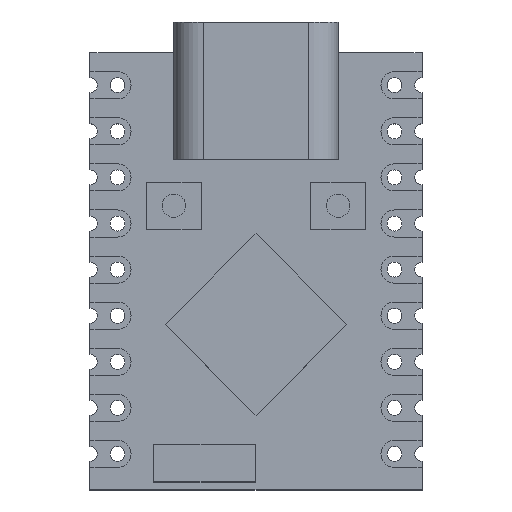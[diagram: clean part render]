
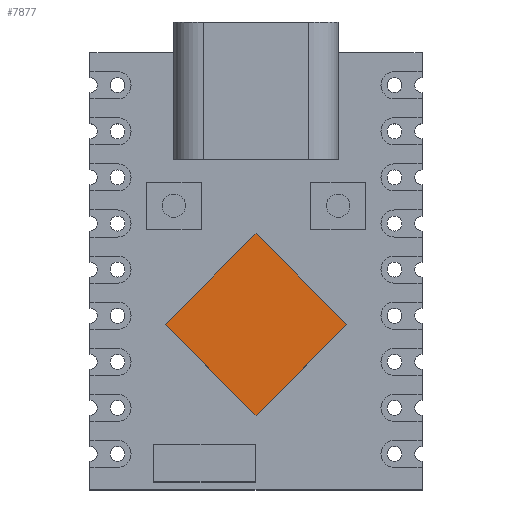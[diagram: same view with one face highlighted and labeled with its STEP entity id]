
A CAD part, top view. The second image highlights one B-rep face of the part: STEP entity #7877.
In plain terms, the highlighted planar face has unit normal (0, 0, 1).
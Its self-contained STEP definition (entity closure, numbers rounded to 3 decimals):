
#7765=CARTESIAN_POINT('',(4.939,-2.883,2.54));
#7766=VERTEX_POINT('',#7765);
#7773=CARTESIAN_POINT('',(0.,-7.822,2.54));
#7774=VERTEX_POINT('',#7773);
#7775=CARTESIAN_POINT('',(0.,-7.822,2.54));
#7776=DIRECTION('',(0.707,0.707,0.));
#7777=VECTOR('',#7776,6.985);
#7778=LINE('',#7775,#7777);
#7779=EDGE_CURVE('',#7774,#7766,#7778,.T.);
#7804=CARTESIAN_POINT('',(-0.,2.056,2.54));
#7805=VERTEX_POINT('',#7804);
#7812=CARTESIAN_POINT('',(4.939,-2.883,2.54));
#7813=DIRECTION('',(-0.707,0.707,0.));
#7814=VECTOR('',#7813,6.985);
#7815=LINE('',#7812,#7814);
#7816=EDGE_CURVE('',#7766,#7805,#7815,.T.);
#7829=CARTESIAN_POINT('',(-4.939,-2.883,2.54));
#7830=VERTEX_POINT('',#7829);
#7837=CARTESIAN_POINT('',(0.,2.056,2.54));
#7838=DIRECTION('',(-0.707,-0.707,0.));
#7839=VECTOR('',#7838,6.985);
#7840=LINE('',#7837,#7839);
#7841=EDGE_CURVE('',#7805,#7830,#7840,.T.);
#7855=CARTESIAN_POINT('',(-4.939,-2.883,2.54));
#7856=DIRECTION('',(0.707,-0.707,0.));
#7857=VECTOR('',#7856,6.985);
#7858=LINE('',#7855,#7857);
#7859=EDGE_CURVE('',#7830,#7774,#7858,.T.);
#7866=CARTESIAN_POINT('',(0.,0.,2.54));
#7867=DIRECTION('',(0.,0.,1.));
#7868=DIRECTION('',(1.,0.,0.));
#7869=AXIS2_PLACEMENT_3D('',#7866,#7867,#7868);
#7870=PLANE('',#7869);
#7871=ORIENTED_EDGE('',*,*,#7779,.T.);
#7872=ORIENTED_EDGE('',*,*,#7816,.T.);
#7873=ORIENTED_EDGE('',*,*,#7841,.T.);
#7874=ORIENTED_EDGE('',*,*,#7859,.T.);
#7875=EDGE_LOOP('',(#7871,#7872,#7873,#7874));
#7876=FACE_BOUND('',#7875,.T.);
#7877=ADVANCED_FACE('',(#7876),#7870,.T.);
